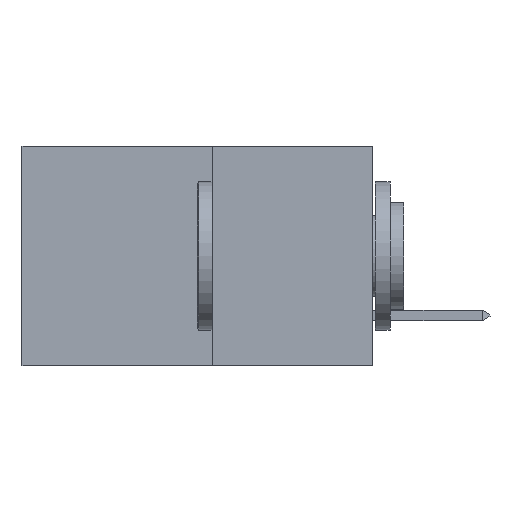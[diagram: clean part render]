
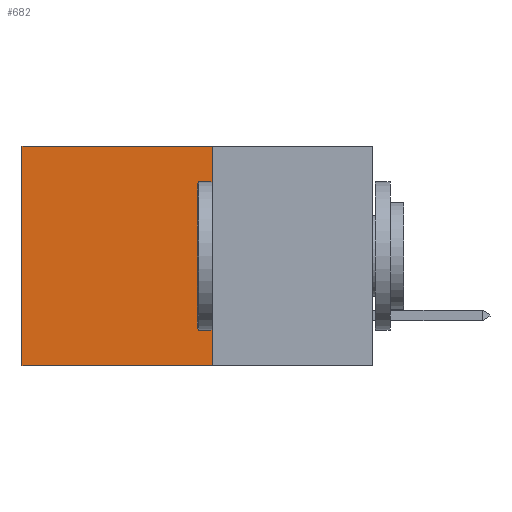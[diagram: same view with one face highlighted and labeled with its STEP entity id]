
A CAD part, left-side view. The second image highlights one B-rep face of the part: STEP entity #682.
In plain terms, the highlighted planar face has unit normal (-1, 0, 0).
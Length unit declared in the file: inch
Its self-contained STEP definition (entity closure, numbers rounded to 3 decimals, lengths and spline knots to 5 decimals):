
#75 = DIRECTION ( 'NONE',  ( 0., 0., -1. ) ) ;
#682 = ADVANCED_FACE ( 'NONE', ( #15675 ), #20033, .F. ) ;
#1115 = LINE ( 'NONE', #17164, #17532 ) ;
#2408 = CARTESIAN_POINT ( 'NONE',  ( 0.277, 0.27, 0. ) ) ;
#3822 = EDGE_CURVE ( 'NONE', #5822, #10586, #4644, .T. ) ;
#4006 = EDGE_CURVE ( 'NONE', #8769, #5822, #1115, .T. ) ;
#4644 = LINE ( 'NONE', #18620, #17295 ) ;
#5803 = ORIENTED_EDGE ( 'NONE', *, *, #4006, .F. ) ;
#5822 = VERTEX_POINT ( 'NONE', #14264 ) ;
#5823 = ORIENTED_EDGE ( 'NONE', *, *, #18859, .T. ) ;
#7993 = LINE ( 'NONE', #19072, #15929 ) ;
#8209 = VECTOR ( 'NONE', #19938, 39.37008 ) ;
#8769 = VERTEX_POINT ( 'NONE', #2408 ) ;
#8856 = CARTESIAN_POINT ( 'NONE',  ( 0.277, 0.27, 0. ) ) ;
#10586 = VERTEX_POINT ( 'NONE', #17227 ) ;
#10984 = ORIENTED_EDGE ( 'NONE', *, *, #3822, .F. ) ;
#11968 = EDGE_LOOP ( 'NONE', ( #13876, #10984, #5803, #5823 ) ) ;
#13697 = AXIS2_PLACEMENT_3D ( 'NONE', #14813, #20403, #19775 ) ;
#13876 = ORIENTED_EDGE ( 'NONE', *, *, #18528, .T. ) ;
#14264 = CARTESIAN_POINT ( 'NONE',  ( 0.277, 0.27, -0.37 ) ) ;
#14813 = CARTESIAN_POINT ( 'NONE',  ( 0.277, 0.27, -0.37 ) ) ;
#14996 = VERTEX_POINT ( 'NONE', #17097 ) ;
#15675 = FACE_OUTER_BOUND ( 'NONE', #11968, .T. ) ;
#15929 = VECTOR ( 'NONE', #75, 39.37008 ) ;
#16161 = LINE ( 'NONE', #8856, #8209 ) ;
#17094 = DIRECTION ( 'NONE',  ( 0., 0., -1. ) ) ;
#17097 = CARTESIAN_POINT ( 'NONE',  ( 0.277, 0.59, 0. ) ) ;
#17164 = CARTESIAN_POINT ( 'NONE',  ( 0.277, 0.27, -0.37 ) ) ;
#17227 = CARTESIAN_POINT ( 'NONE',  ( 0.277, 0.59, -0.37 ) ) ;
#17295 = VECTOR ( 'NONE', #18577, 39.37008 ) ;
#17532 = VECTOR ( 'NONE', #17094, 39.37008 ) ;
#18528 = EDGE_CURVE ( 'NONE', #14996, #10586, #7993, .T. ) ;
#18577 = DIRECTION ( 'NONE',  ( 0., 1., 0. ) ) ;
#18620 = CARTESIAN_POINT ( 'NONE',  ( 0.277, 0.27, -0.37 ) ) ;
#18859 = EDGE_CURVE ( 'NONE', #8769, #14996, #16161, .T. ) ;
#19072 = CARTESIAN_POINT ( 'NONE',  ( 0.277, 0.59, -0.37 ) ) ;
#19775 = DIRECTION ( 'NONE',  ( 0., 0., -1. ) ) ;
#19938 = DIRECTION ( 'NONE',  ( 0., 1., 0. ) ) ;
#20033 = PLANE ( 'NONE',  #13697 ) ;
#20403 = DIRECTION ( 'NONE',  ( 1., 0., 0. ) ) ;
